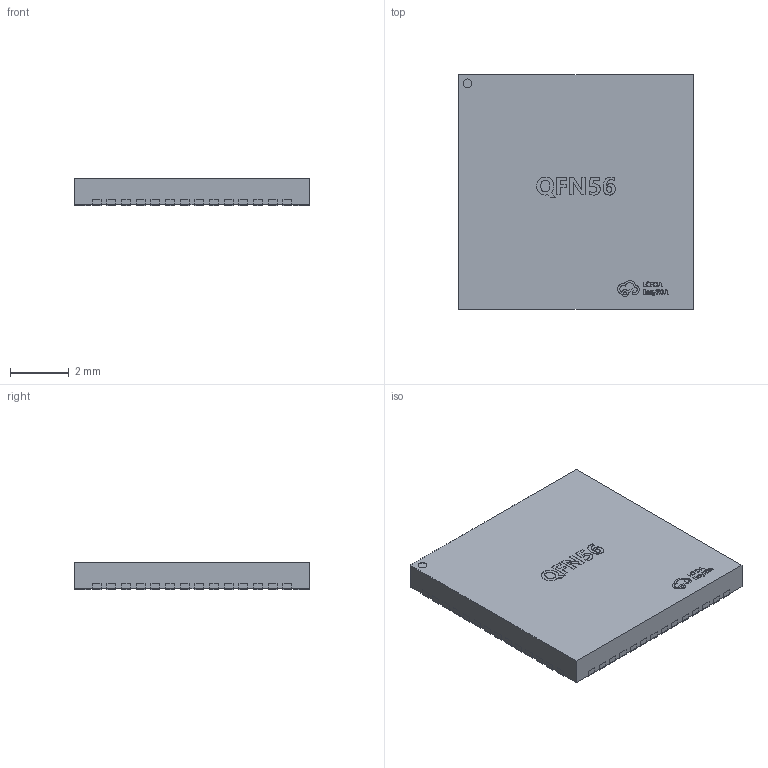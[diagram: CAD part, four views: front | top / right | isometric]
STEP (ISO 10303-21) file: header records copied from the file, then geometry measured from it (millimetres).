
FILE_DESCRIPTION (( 'STEP AP214' ), '1' );
FILE_NAME ('QFN-56_L8.0-W8.0-H0.9-P0.50.step', '2022-07-15T03:36:44', ( '' ), ( '' ), 'SwSTEP 2.0', 'SolidWorks 2020', '' );
FILE_SCHEMA (( 'AUTOMOTIVE_DESIGN' ));
Length unit declared in the file: millimetre
Products named in the file (1): QFN-56_L8.0-W8.0-H0.9-P0.50
Bounding box: 8.02 x 8.02 x 0.92 mm (x, y, z)
Volume: 59.3 mm3; surface area: 192.6 mm2
Topology: 70 solids, 70 shells, 709 faces, 1662 edges, 1108 vertices
Faces by surface type: plane 505, bspline 146, cylinder 58
Entity records: 31474 total; most frequent: CARTESIAN_POINT 7554, ORIENTED_EDGE 3324, DIRECTION 2610, EDGE_CURVE 1662, LINE 1250, VECTOR 1250, VERTEX_POINT 1108, UNCERTAINTY_MEASURE_WITH_UNIT 781
